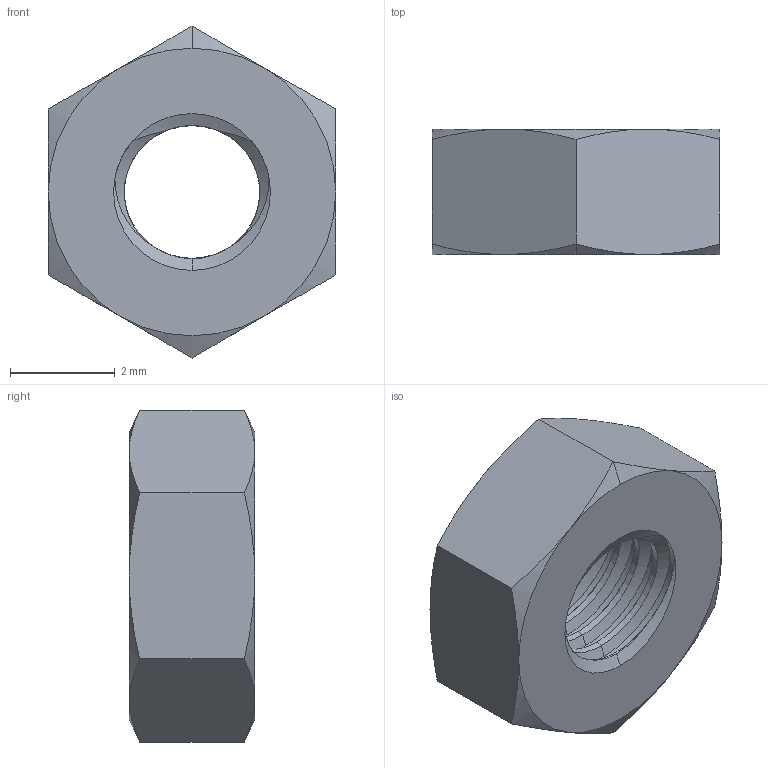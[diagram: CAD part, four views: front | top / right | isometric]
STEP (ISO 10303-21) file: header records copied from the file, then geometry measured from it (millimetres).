
FILE_DESCRIPTION (( 'STEP AP203' ), '1' );
FILE_NAME ('92497A200.step', '2009-12-16T20:09:48', ( 'jim' ), ( '' ), 'SwSTEP 2.0', 'SolidWorks 2007', '' );
FILE_SCHEMA (( 'CONFIG_CONTROL_DESIGN' ));
Length unit declared in the file: millimetre
Products named in the file (1): 92497A200
Bounding box: 5.5 x 2.4 x 6.35 mm (x, y, z)
Volume: 47.8 mm3; surface area: 114 mm2
Topology: 1 solids, 1 shells, 69 faces, 148 edges, 81 vertices
Faces by surface type: cone 39, cylinder 22, plane 8
Entity records: 2352 total; most frequent: CARTESIAN_POINT 887, ORIENTED_EDGE 296, DIRECTION 273, EDGE_CURVE 148, AXIS2_PLACEMENT_3D 115, VERTEX_POINT 81, EDGE_LOOP 71, ADVANCED_FACE 69
